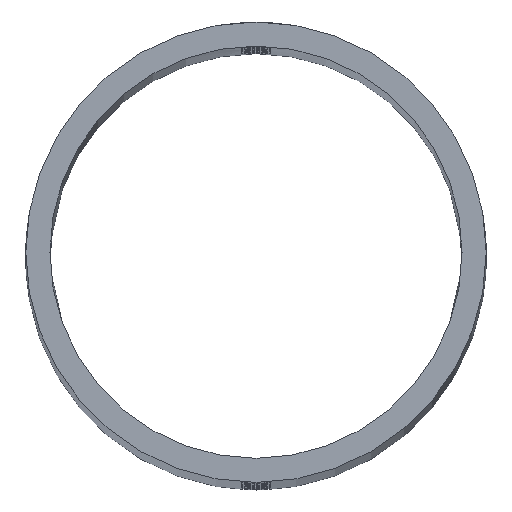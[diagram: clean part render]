
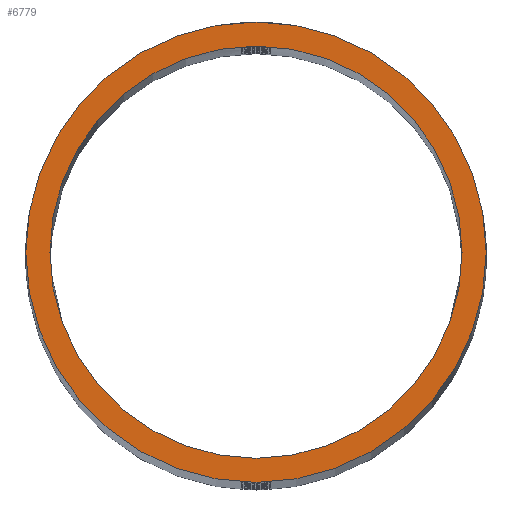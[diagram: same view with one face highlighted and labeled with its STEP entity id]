
A CAD part, top view. The second image highlights one B-rep face of the part: STEP entity #6779.
In plain terms, the highlighted planar face has unit normal (0, 0, 1).
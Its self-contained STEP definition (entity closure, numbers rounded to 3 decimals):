
#31 = AXIS2_PLACEMENT_3D ( 'NONE', #2410, #2378, #6293 ) ;
#88 = CARTESIAN_POINT ( 'NONE',  ( -15.875, 0., 300. ) ) ;
#231 = DIRECTION ( 'NONE',  ( 1., 0., 0. ) ) ;
#274 = CIRCLE ( 'NONE', #2445, 14.211 ) ;
#303 = FACE_OUTER_BOUND ( 'NONE', #2298, .T. ) ;
#1093 = CIRCLE ( 'NONE', #5340, 15.875 ) ;
#1396 = DIRECTION ( 'NONE',  ( 0., 0., 1. ) ) ;
#1408 = CIRCLE ( 'NONE', #31, 14.211 ) ;
#1461 = ORIENTED_EDGE ( 'NONE', *, *, #4973, .F. ) ;
#1531 = CARTESIAN_POINT ( 'NONE',  ( 0., 0., 300. ) ) ;
#1650 = CARTESIAN_POINT ( 'NONE',  ( 14.211, 0., 300. ) ) ;
#1981 = VERTEX_POINT ( 'NONE', #1650 ) ;
#2008 = EDGE_CURVE ( 'NONE', #2534, #3313, #1093, .T. ) ;
#2142 = CARTESIAN_POINT ( 'NONE',  ( -14.211, 0., 300. ) ) ;
#2166 = EDGE_LOOP ( 'NONE', ( #5350, #1461 ) ) ;
#2298 = EDGE_LOOP ( 'NONE', ( #3660, #2628 ) ) ;
#2378 = DIRECTION ( 'NONE',  ( 0., 0., 1. ) ) ;
#2410 = CARTESIAN_POINT ( 'NONE',  ( 0., 0., 300. ) ) ;
#2445 = AXIS2_PLACEMENT_3D ( 'NONE', #1531, #6556, #5378 ) ;
#2475 = DIRECTION ( 'NONE',  ( 1., 0., 0. ) ) ;
#2534 = VERTEX_POINT ( 'NONE', #5954 ) ;
#2577 = VERTEX_POINT ( 'NONE', #2142 ) ;
#2628 = ORIENTED_EDGE ( 'NONE', *, *, #2008, .T. ) ;
#2993 = DIRECTION ( 'NONE',  ( 0., 0., 1. ) ) ;
#3313 = VERTEX_POINT ( 'NONE', #88 ) ;
#3351 = EDGE_CURVE ( 'NONE', #2577, #1981, #1408, .T. ) ;
#3511 = CIRCLE ( 'NONE', #6481, 15.875 ) ;
#3660 = ORIENTED_EDGE ( 'NONE', *, *, #6294, .T. ) ;
#4158 = CARTESIAN_POINT ( 'NONE',  ( 0., 0., 300. ) ) ;
#4361 = DIRECTION ( 'NONE',  ( 0., 0., 1. ) ) ;
#4973 = EDGE_CURVE ( 'NONE', #1981, #2577, #274, .T. ) ;
#5151 = PLANE ( 'NONE',  #5586 ) ;
#5340 = AXIS2_PLACEMENT_3D ( 'NONE', #4158, #1396, #2475 ) ;
#5350 = ORIENTED_EDGE ( 'NONE', *, *, #3351, .F. ) ;
#5378 = DIRECTION ( 'NONE',  ( 1., 0., 0. ) ) ;
#5410 = CARTESIAN_POINT ( 'NONE',  ( 0., 0., 300. ) ) ;
#5586 = AXIS2_PLACEMENT_3D ( 'NONE', #6839, #2993, #231 ) ;
#5729 = FACE_BOUND ( 'NONE', #2166, .T. ) ;
#5954 = CARTESIAN_POINT ( 'NONE',  ( 15.875, 0., 300. ) ) ;
#6293 = DIRECTION ( 'NONE',  ( 1., 0., 0. ) ) ;
#6294 = EDGE_CURVE ( 'NONE', #3313, #2534, #3511, .T. ) ;
#6481 = AXIS2_PLACEMENT_3D ( 'NONE', #5410, #4361, #6520 ) ;
#6520 = DIRECTION ( 'NONE',  ( 1., 0., 0. ) ) ;
#6556 = DIRECTION ( 'NONE',  ( 0., 0., 1. ) ) ;
#6779 = ADVANCED_FACE ( 'NONE', ( #5729, #303 ), #5151, .T. ) ;
#6839 = CARTESIAN_POINT ( 'NONE',  ( 0., 0., 300. ) ) ;
